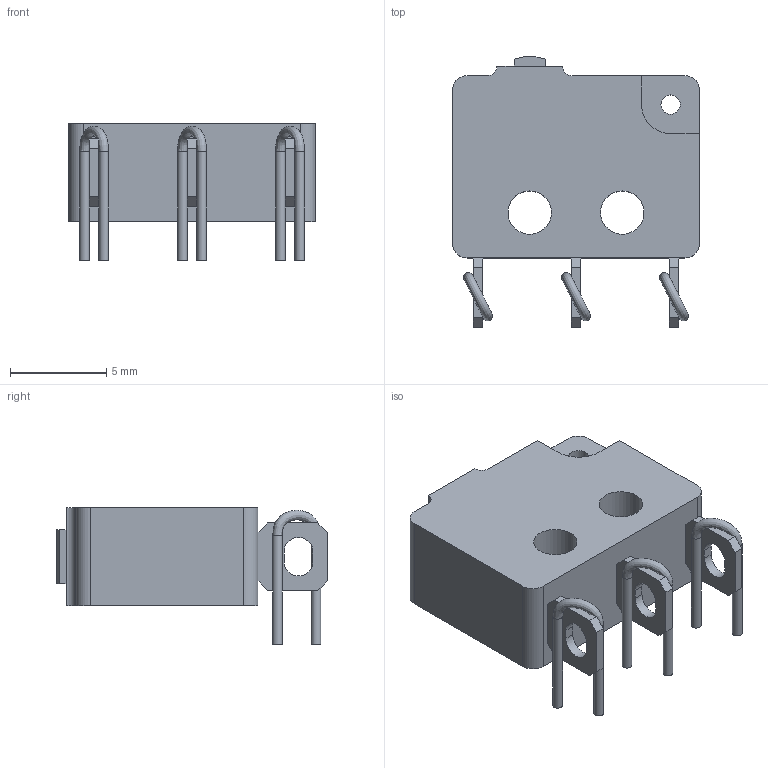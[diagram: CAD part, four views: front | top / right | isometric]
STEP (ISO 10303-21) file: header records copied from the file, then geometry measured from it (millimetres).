
FILE_DESCRIPTION(/* description */ (''),/* implementation_level */ '2;1');
FILE_NAME(/* name */ 'Saia-Burgess_F4T7-UL_lying.step',/* time_stamp */ '2023-10-16T18:03:42+02:00',/* author */ (''),/* organization */ (''),/* preprocessor_version */ 'ST-DEVELOPER v20',/* originating_system */ 'Autodesk Translation Framework v12.14.0.127',/* authorisation */ '');
FILE_SCHEMA (('AUTOMOTIVE_DESIGN { 1 0 10303 214 3 1 1 }'));
Length unit declared in the file: millimetre
Products named in the file (2): Saia-Burgess_F4T7-UL_lying; Component1
Assembly tree (1 placements, depth 2):
  Saia-Burgess_F4T7-UL_lying
    Component1
Bounding box: 12.8 x 14.04 x 7.1 mm (x, y, z)
Volume: 589 mm3; surface area: 700.5 mm2
Topology: 8 solids, 8 shells, 88 faces, 210 edges, 138 vertices
Faces by surface type: plane 61, cylinder 24, bspline 3
Full cylindrical faces by diameter (mm): 0.5 x6, 1 x1, 2.25 x2
Entity records: 3081 total; most frequent: CARTESIAN_POINT 901, DIRECTION 431, ORIENTED_EDGE 420, EDGE_CURVE 210, LINE 159, VECTOR 159, VERTEX_POINT 138, AXIS2_PLACEMENT_3D 136
